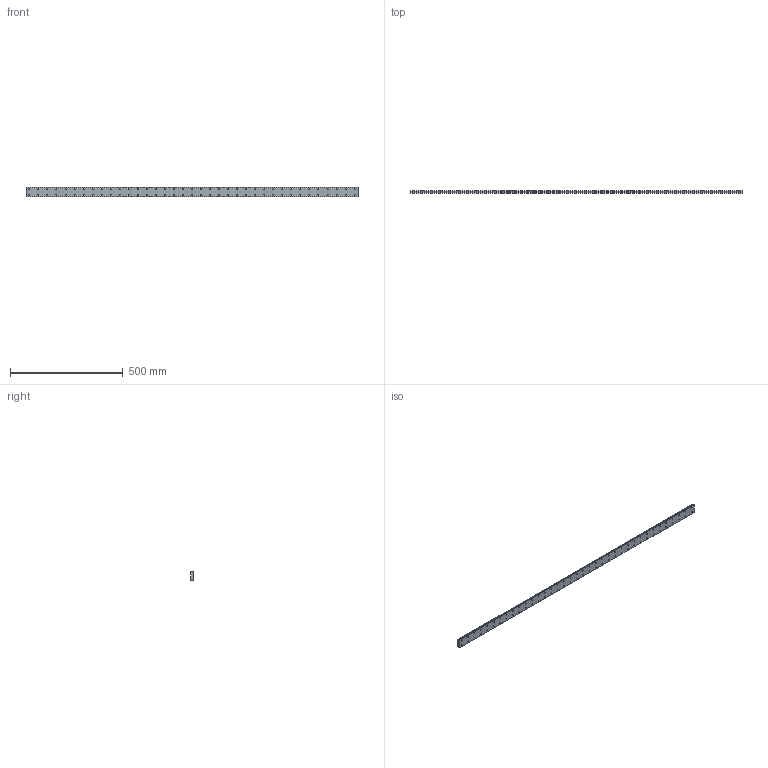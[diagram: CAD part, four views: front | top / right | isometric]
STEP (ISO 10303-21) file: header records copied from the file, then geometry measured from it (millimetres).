
FILE_DESCRIPTION (( 'STEP AP214' ), '1' );
FILE_NAME ('SRS15WSSS-1470LM_G15_0_0_0_0_0_1.STEP', '2021-08-10T08:52:29', ( '' ), ( '' ), 'SwSTEP 2.0', 'SolidWorks 2021', '' );
FILE_SCHEMA (( 'AUTOMOTIVE_DESIGN' ));
Length unit declared in the file: millimetre
Products named in the file (2): SRS15WSSS-1470LM_G15_0_0_0_0_0_1; _SRS15WS147015 Track
Assembly tree (1 placements, depth 2):
  SRS15WSSS-1470LM_G15_0_0_0_0_0_1
    _SRS15WS147015 Track
Bounding box: 1470 x 9.5 x 42 mm (x, y, z)
Volume: 540599.9 mm3; surface area: 162272.4 mm2
Topology: 1 solids, 1 shells, 393 faces, 951 edges, 634 vertices
Faces by surface type: cylinder 303, plane 90
Entity records: 12193 total; most frequent: DIRECTION 2351, CARTESIAN_POINT 1982, ORIENTED_EDGE 1902, AXIS2_PLACEMENT_3D 1003, EDGE_CURVE 951, VERTEX_POINT 634, EDGE_LOOP 615, CIRCLE 606
